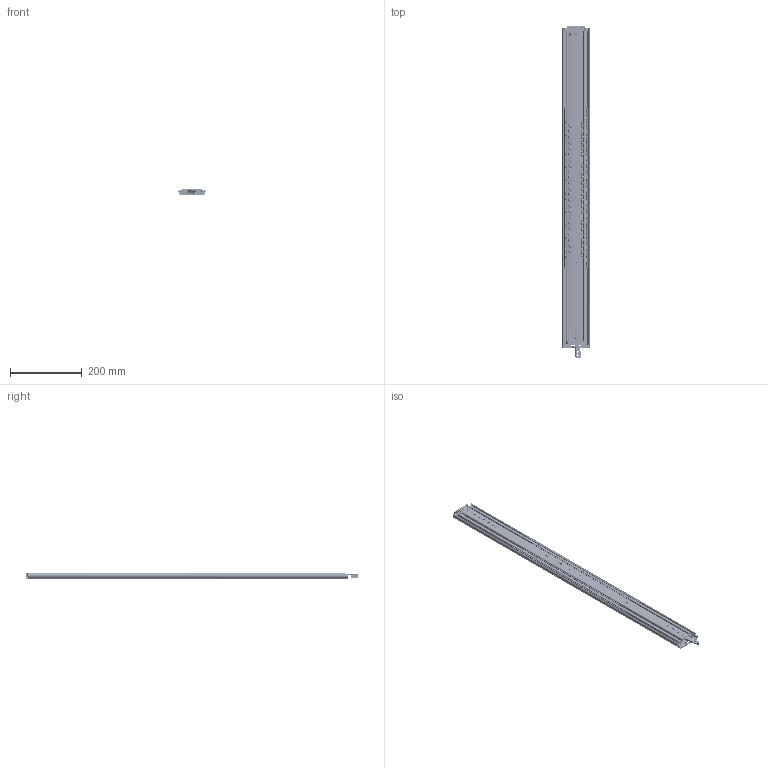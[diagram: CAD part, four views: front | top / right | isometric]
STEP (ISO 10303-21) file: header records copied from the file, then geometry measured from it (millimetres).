
FILE_DESCRIPTION(/* description */ ('TR7619 900 / 904 (19,1mm)'),/* implementation_level */ '2;1');
FILE_NAME(/* name */ '114S40.stp',/* time_stamp */ '2021-07-27T08:39:23+02:00',/* author */ ('r.groen'),/* organization */ (''),/* preprocessor_version */ 'ST-DEVELOPER v17',/* originating_system */ 'Autodesk Inventor 2018',/* authorisation */ '');
FILE_SCHEMA (('AUTOMOTIVE_DESIGN { 1 0 10303 214 3 1 1 }'));
Products named in the file (43): 114-S40; 114-S40_1; 114-S40_2; 114-S40_3; 921955; 114-S40_4; 923516; 921714; 921708; 921716_Assy; 921716; 921706_Assy; 921706; 911073; 114-S40_5; 114-S40_6; 921751; 921750; 973008; 973007; 921739; 114-S40_7; 923041; 921707; 921713; 921715_Assy; 921715; 921705_Assy; 921705; 911078; 114-S40_8; 114-S40_9; 921835; 5921953; 922128; 921953; 913053; ISO 10642 - M4x6; 913058; 921946 ...
Assembly tree (87 placements, depth 5):
  114-S40
    114-S40_1
    114-S40_2
      114-S40_3
      921955
    114-S40_4
      923516
        921714  x2
        921716_Assy  x8
          921716
          911073
        921708  x4
        921706_Assy  x2
          921706
          911073
    114-S40_5
      114-S40_6
      921751
      921750
      973008
        973007
        921739
    114-S40_7
      923041
        921713  x2
        921705_Assy  x16
          921705
          911078
        921707  x4
        921715_Assy  x2
          921715
          911078
    114-S40_8
      114-S40_9
      921835
      5921953
        922128
        921953
      913053
      ISO 10642 - M4x6  x2
      913058
      921946
      922126
      973009
      114-S40_10
Bounding box: 76.19 x 928 x 19.18 mm (x, y, z)
Volume: 634985.4 mm3; surface area: 555127 mm2
Topology: 151 solids, 151 shells, 11885 faces, 34108 edges, 22124 vertices
Faces by surface type: cylinder 6962, plane 3954, torus 408, bspline 293, cone 143, sphere 125
Full cylindrical faces by diameter (mm): 1.3 x3, 3 x3, 3.5 x1, 4 x3, 4.5 x1, 5.2 x8, 5.5 x2, 5.8 x1, 6.5 x1, 6.6 x9, 6.7 x1, 7 x1, 7.8 x1, 8 x4, 8.1 x42, 9.2 x44, 13.5 x1, 15 x2
Entity records: 141637 total; most frequent: CARTESIAN_POINT 41892, ORIENTED_EDGE 21326, DIRECTION 20253, EDGE_CURVE 10663, AXIS2_PLACEMENT_3D 7466, VERTEX_POINT 6808, LINE 5321, VECTOR 5321
